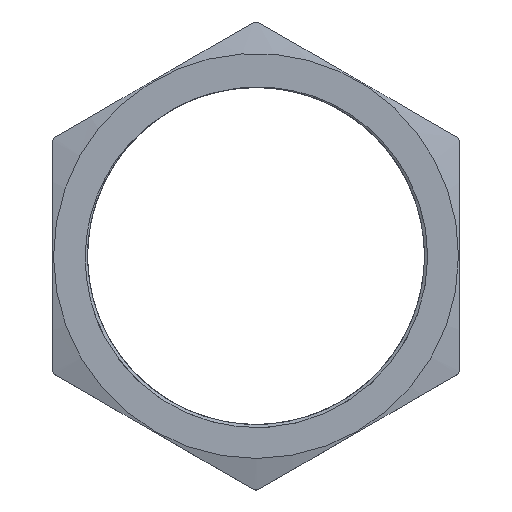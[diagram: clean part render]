
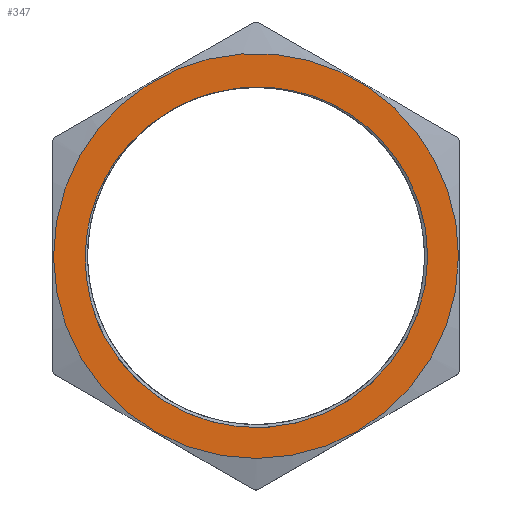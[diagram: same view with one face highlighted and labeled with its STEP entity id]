
A CAD part, top view. The second image highlights one B-rep face of the part: STEP entity #347.
In plain terms, the highlighted planar face has unit normal (0, 0, 1).
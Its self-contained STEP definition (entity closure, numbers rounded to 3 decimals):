
#18=FACE_BOUND('',#133,.T.);
#64=PLANE('',#390);
#66=CIRCLE('',#359,43.539);
#67=CIRCLE('',#367,52.25);
#82=CIRCLE('',#391,44.3);
#109=FACE_OUTER_BOUND('',#132,.T.);
#132=EDGE_LOOP('',(#318));
#133=EDGE_LOOP('',(#319,#320,#321,#322));
#137=B_SPLINE_CURVE_WITH_KNOTS('',3,(#888,#889,#890,#891,#892,#893,#894,
#895,#896,#897,#898,#899,#900,#901,#902,#903,#904,#905,#906,#907,#908,#909),
 .UNSPECIFIED.,.F.,.F.,(4,3,3,3,3,3,3,4),(-6.807,-6.481,
-4.795,-4.332,-2.4,-2.171,
-0.485,0.),.UNSPECIFIED.);
#142=B_SPLINE_CURVE_WITH_KNOTS('',3,(#1609,#1610,#1611,#1612,#1613,#1614,
#1615,#1616,#1617,#1618,#1619,#1620,#1621,#1622,#1623,#1624,#1625,#1626,
#1627,#1628,#1629,#1630),.UNSPECIFIED.,.F.,.F.,(4,3,3,3,3,3,3,4),(-6.805,
-6.473,-4.796,-4.304,-2.363,
-2.146,-0.63,0.),.UNSPECIFIED.);
#145=VERTEX_POINT('',#812);
#146=VERTEX_POINT('',#887);
#148=VERTEX_POINT('',#987);
#150=VERTEX_POINT('',#1394);
#175=VERTEX_POINT('',#1710);
#179=EDGE_CURVE('',#145,#146,#137,.T.);
#183=EDGE_CURVE('',#148,#145,#66,.T.);
#186=EDGE_CURVE('',#150,#148,#142,.T.);
#211=EDGE_CURVE('',#175,#175,#67,.T.);
#226=EDGE_CURVE('',#150,#146,#82,.T.);
#318=ORIENTED_EDGE('',*,*,#211,.F.);
#319=ORIENTED_EDGE('',*,*,#226,.T.);
#320=ORIENTED_EDGE('',*,*,#179,.F.);
#321=ORIENTED_EDGE('',*,*,#183,.F.);
#322=ORIENTED_EDGE('',*,*,#186,.F.);
#347=ADVANCED_FACE('',(#109,#18),#64,.T.);
#359=AXIS2_PLACEMENT_3D('',#1062,#399,#400);
#367=AXIS2_PLACEMENT_3D('',#1711,#427,#428);
#390=AXIS2_PLACEMENT_3D('',#1735,#473,#474);
#391=AXIS2_PLACEMENT_3D('',#1736,#475,#476);
#399=DIRECTION('center_axis',(0.,0.,1.));
#400=DIRECTION('ref_axis',(-1.,0.,0.));
#427=DIRECTION('center_axis',(0.,0.,-1.));
#428=DIRECTION('ref_axis',(-1.,0.,0.));
#473=DIRECTION('center_axis',(0.,0.,1.));
#474=DIRECTION('ref_axis',(1.,0.,0.));
#475=DIRECTION('center_axis',(0.,0.,-1.));
#476=DIRECTION('ref_axis',(-1.,0.,0.));
#812=CARTESIAN_POINT('',(-21.332,37.955,10.));
#887=CARTESIAN_POINT('',(-39.171,-20.692,10.));
#888=CARTESIAN_POINT('Ctrl Pts',(-21.333,37.956,10.));
#889=CARTESIAN_POINT('Ctrl Pts',(-22.288,37.435,10.));
#890=CARTESIAN_POINT('Ctrl Pts',(-23.222,36.878,10.));
#891=CARTESIAN_POINT('Ctrl Pts',(-24.132,36.288,10.));
#892=CARTESIAN_POINT('Ctrl Pts',(-28.829,33.24,10.));
#893=CARTESIAN_POINT('Ctrl Pts',(-32.926,29.269,10.));
#894=CARTESIAN_POINT('Ctrl Pts',(-36.14,24.685,10.));
#895=CARTESIAN_POINT('Ctrl Pts',(-37.023,23.425,10.));
#896=CARTESIAN_POINT('Ctrl Pts',(-37.839,22.121,10.));
#897=CARTESIAN_POINT('Ctrl Pts',(-38.582,20.777,10.));
#898=CARTESIAN_POINT('Ctrl Pts',(-41.683,15.17,10.));
#899=CARTESIAN_POINT('Ctrl Pts',(-43.535,8.843,10.));
#900=CARTESIAN_POINT('Ctrl Pts',(-43.968,2.449,10.));
#901=CARTESIAN_POINT('Ctrl Pts',(-44.019,1.692,10.));
#902=CARTESIAN_POINT('Ctrl Pts',(-44.05,0.934,10.));
#903=CARTESIAN_POINT('Ctrl Pts',(-44.062,0.175,10.));
#904=CARTESIAN_POINT('Ctrl Pts',(-44.146,-5.423,10.));
#905=CARTESIAN_POINT('Ctrl Pts',(-43.138,-11.046,10.));
#906=CARTESIAN_POINT('Ctrl Pts',(-41.14,-16.278,10.));
#907=CARTESIAN_POINT('Ctrl Pts',(-40.566,-17.781,10.));
#908=CARTESIAN_POINT('Ctrl Pts',(-39.909,-19.255,10.));
#909=CARTESIAN_POINT('Ctrl Pts',(-39.171,-20.692,10.));
#987=CARTESIAN_POINT('',(-5.652,43.171,10.));
#1062=CARTESIAN_POINT('Origin',(0.,0.,10.));
#1394=CARTESIAN_POINT('',(43.761,6.892,10.));
#1609=CARTESIAN_POINT('Ctrl Pts',(43.762,6.893,10.));
#1610=CARTESIAN_POINT('Ctrl Pts',(43.579,7.984,10.));
#1611=CARTESIAN_POINT('Ctrl Pts',(43.355,9.066,10.));
#1612=CARTESIAN_POINT('Ctrl Pts',(43.09,10.136,10.));
#1613=CARTESIAN_POINT('Ctrl Pts',(41.753,15.55,10.));
#1614=CARTESIAN_POINT('Ctrl Pts',(39.372,20.705,10.));
#1615=CARTESIAN_POINT('Ctrl Pts',(36.132,25.243,10.));
#1616=CARTESIAN_POINT('Ctrl Pts',(35.182,26.574,10.));
#1617=CARTESIAN_POINT('Ctrl Pts',(34.16,27.849,10.));
#1618=CARTESIAN_POINT('Ctrl Pts',(33.069,29.063,10.));
#1619=CARTESIAN_POINT('Ctrl Pts',(28.766,33.85,10.));
#1620=CARTESIAN_POINT('Ctrl Pts',(23.368,37.689,10.));
#1621=CARTESIAN_POINT('Ctrl Pts',(17.435,40.189,10.));
#1622=CARTESIAN_POINT('Ctrl Pts',(16.769,40.469,10.));
#1623=CARTESIAN_POINT('Ctrl Pts',(16.096,40.733,10.));
#1624=CARTESIAN_POINT('Ctrl Pts',(15.416,40.98,10.));
#1625=CARTESIAN_POINT('Ctrl Pts',(10.685,42.699,10.));
#1626=CARTESIAN_POINT('Ctrl Pts',(5.639,43.585,10.));
#1627=CARTESIAN_POINT('Ctrl Pts',(0.608,43.602,10.));
#1628=CARTESIAN_POINT('Ctrl Pts',(-1.482,43.609,10.));
#1629=CARTESIAN_POINT('Ctrl Pts',(-3.574,43.467,10.));
#1630=CARTESIAN_POINT('Ctrl Pts',(-5.652,43.171,10.));
#1710=CARTESIAN_POINT('',(52.25,0.,10.));
#1711=CARTESIAN_POINT('Origin',(0.,0.,10.));
#1735=CARTESIAN_POINT('Origin',(52.285,-30.187,10.));
#1736=CARTESIAN_POINT('Origin',(0.,0.,10.));
